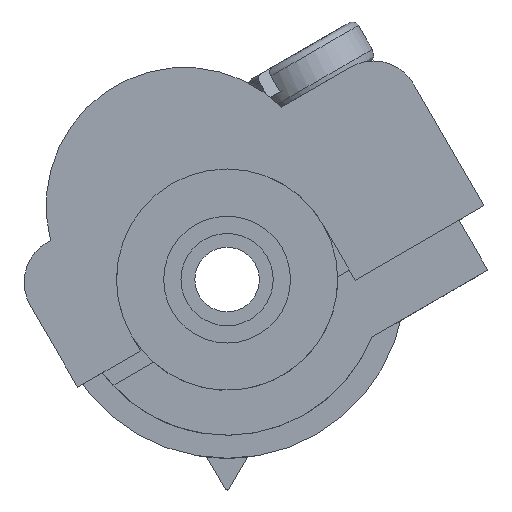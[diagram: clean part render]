
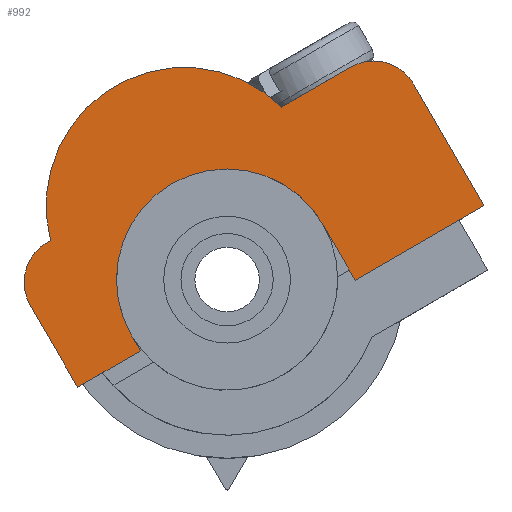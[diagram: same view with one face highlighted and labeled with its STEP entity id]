
A CAD part, front view. The second image highlights one B-rep face of the part: STEP entity #992.
In plain terms, the highlighted planar face has unit normal (0, -1, 0).
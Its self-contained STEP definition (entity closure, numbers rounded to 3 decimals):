
#992=ADVANCED_FACE('',(#1298),#1142,.T.);
#1142=PLANE('',#4281);
#1298=FACE_OUTER_BOUND('',#1475,.T.);
#1475=EDGE_LOOP('',(#2712,#2713,#2714,#2715,#2716,#2717,#2718,#2719,#2720,
#2721,#2722,#2723));
#1710=LINE('',#6324,#1970);
#1732=LINE('',#6507,#1992);
#1735=LINE('',#6516,#1995);
#1739=LINE('',#6528,#1999);
#1751=LINE('',#6554,#2011);
#1758=LINE('',#6570,#2018);
#1771=LINE('',#6599,#2031);
#1772=LINE('',#6601,#2032);
#1970=VECTOR('',#4929,1.);
#1992=VECTOR('',#5011,1.);
#1995=VECTOR('',#5020,1.);
#1999=VECTOR('',#5032,1.);
#2011=VECTOR('',#5056,1.);
#2018=VECTOR('',#5071,1.);
#2031=VECTOR('',#5094,1.);
#2032=VECTOR('',#5097,1.);
#2712=ORIENTED_EDGE('',*,*,#3684,.T.);
#2713=ORIENTED_EDGE('',*,*,#3683,.T.);
#2714=ORIENTED_EDGE('',*,*,#3685,.F.);
#2715=ORIENTED_EDGE('',*,*,#3669,.T.);
#2716=ORIENTED_EDGE('',*,*,#3661,.T.);
#2717=ORIENTED_EDGE('',*,*,#3594,.T.);
#2718=ORIENTED_EDGE('',*,*,#3632,.T.);
#2719=ORIENTED_EDGE('',*,*,#3637,.T.);
#2720=ORIENTED_EDGE('',*,*,#3638,.T.);
#2721=ORIENTED_EDGE('',*,*,#3641,.T.);
#2722=ORIENTED_EDGE('',*,*,#3645,.T.);
#2723=ORIENTED_EDGE('',*,*,#3647,.T.);
#3190=VERTEX_POINT('',#6323);
#3191=VERTEX_POINT('',#6325);
#3218=VERTEX_POINT('',#6498);
#3220=VERTEX_POINT('',#6506);
#3221=VERTEX_POINT('',#6510);
#3223=VERTEX_POINT('',#6515);
#3225=VERTEX_POINT('',#6522);
#3227=VERTEX_POINT('',#6527);
#3236=VERTEX_POINT('',#6555);
#3241=VERTEX_POINT('',#6571);
#3250=VERTEX_POINT('',#6596);
#3251=VERTEX_POINT('',#6598);
#3594=EDGE_CURVE('',#3191,#3190,#1710,.T.);
#3632=EDGE_CURVE('',#3190,#3218,#3857,.T.);
#3637=EDGE_CURVE('',#3218,#3220,#1732,.T.);
#3638=EDGE_CURVE('',#3220,#3221,#3859,.T.);
#3641=EDGE_CURVE('',#3221,#3223,#1735,.T.);
#3645=EDGE_CURVE('',#3223,#3225,#3861,.T.);
#3647=EDGE_CURVE('',#3225,#3227,#1739,.T.);
#3661=EDGE_CURVE('',#3236,#3191,#1751,.T.);
#3669=EDGE_CURVE('',#3241,#3236,#1758,.T.);
#3683=EDGE_CURVE('',#3250,#3251,#1771,.T.);
#3684=EDGE_CURVE('',#3227,#3250,#1772,.T.);
#3685=EDGE_CURVE('',#3241,#3251,#3866,.T.);
#3857=CIRCLE('',#4254,2.);
#3859=CIRCLE('',#4258,6.);
#3861=CIRCLE('',#4262,2.);
#3866=CIRCLE('',#4280,4.8);
#4254=AXIS2_PLACEMENT_3D('',#6499,#5002,#5003);
#4258=AXIS2_PLACEMENT_3D('',#6509,#5014,#5015);
#4262=AXIS2_PLACEMENT_3D('',#6523,#5027,#5028);
#4280=AXIS2_PLACEMENT_3D('',#6602,#5098,#5099);
#4281=AXIS2_PLACEMENT_3D('',#6603,#5100,#5101);
#4929=DIRECTION('',(-0.5,0.,0.866));
#5002=DIRECTION('',(0.,-1.,0.));
#5003=DIRECTION('',(0.866,0.,0.5));
#5011=DIRECTION('',(-0.866,0.,-0.5));
#5014=DIRECTION('',(0.,-1.,0.));
#5015=DIRECTION('',(0.701,0.,0.713));
#5020=DIRECTION('',(-0.866,0.,-0.5));
#5027=DIRECTION('',(0.,-1.,0.));
#5028=DIRECTION('',(-0.5,0.,0.866));
#5032=DIRECTION('',(0.5,0.,-0.866));
#5056=DIRECTION('',(0.866,0.,0.5));
#5071=DIRECTION('',(0.5,0.,-0.866));
#5094=DIRECTION('',(-0.5,0.,0.866));
#5097=DIRECTION('',(0.866,0.,0.5));
#5098=DIRECTION('',(0.,-1.,0.));
#5099=DIRECTION('',(0.866,0.,0.5));
#5100=DIRECTION('',(0.,-1.,0.));
#5101=DIRECTION('',(-0.5,0.,0.866));
#6323=CARTESIAN_POINT('',(8.093,-45.9,8.483));
#6324=CARTESIAN_POINT('',(11.143,-45.9,3.2));
#6325=CARTESIAN_POINT('',(11.143,-45.9,3.2));
#6498=CARTESIAN_POINT('',(5.361,-45.9,9.215));
#6499=CARTESIAN_POINT('',(6.361,-45.9,7.483));
#6506=CARTESIAN_POINT('',(2.358,-45.9,7.481));
#6507=CARTESIAN_POINT('',(5.361,-45.9,9.215));
#6509=CARTESIAN_POINT('',(-1.85,-45.9,3.204));
#6510=CARTESIAN_POINT('',(-7.658,-45.9,1.699));
#6515=CARTESIAN_POINT('',(-7.803,-45.9,1.615));
#6516=CARTESIAN_POINT('',(-7.658,-45.9,1.699));
#6522=CARTESIAN_POINT('',(-8.535,-45.9,-1.117));
#6523=CARTESIAN_POINT('',(-6.803,-45.9,-0.117));
#6527=CARTESIAN_POINT('',(-6.485,-45.9,-4.668));
#6528=CARTESIAN_POINT('',(-8.535,-45.9,-1.117));
#6554=CARTESIAN_POINT('',(5.557,-45.9,-0.025));
#6555=CARTESIAN_POINT('',(5.557,-45.9,-0.025));
#6570=CARTESIAN_POINT('',(4.157,-45.9,2.4));
#6571=CARTESIAN_POINT('',(4.157,-45.9,2.4));
#6596=CARTESIAN_POINT('',(-3.757,-45.9,-3.093));
#6598=CARTESIAN_POINT('',(-4.157,-45.9,-2.4));
#6599=CARTESIAN_POINT('',(-3.757,-45.9,-3.093));
#6601=CARTESIAN_POINT('',(-6.485,-45.9,-4.668));
#6602=CARTESIAN_POINT('',(0.,-45.9,0.));
#6603=CARTESIAN_POINT('',(11.814,-45.9,3.197));
